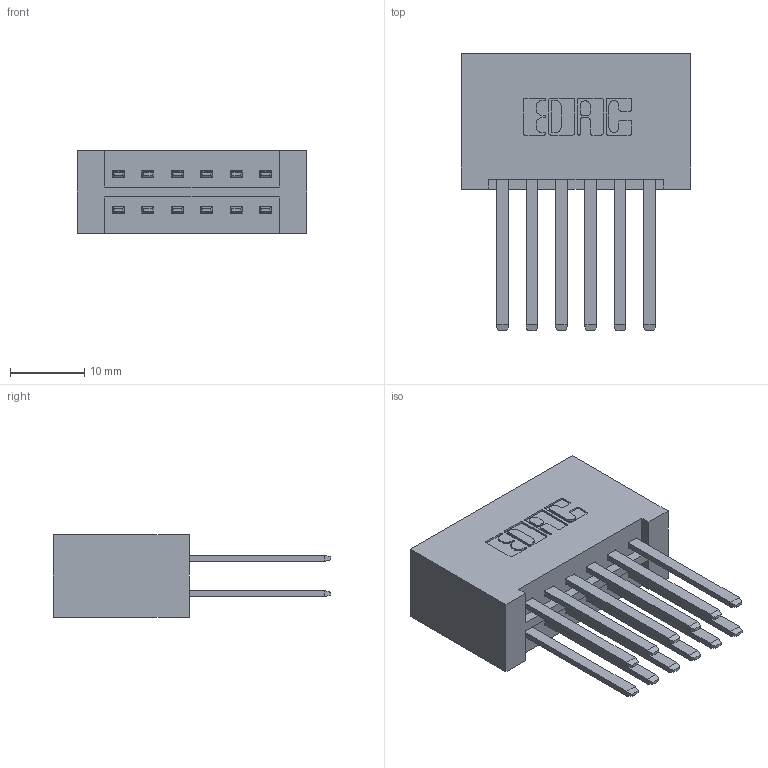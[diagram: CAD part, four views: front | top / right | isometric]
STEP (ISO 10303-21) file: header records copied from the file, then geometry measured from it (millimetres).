
FILE_DESCRIPTION (( 'STEP AP203' ), '1' );
FILE_NAME ('336-012-541-801.STEP', '2020-08-07T19:42:35', ( '' ), ( '' ), 'SwSTEP 2.0', 'SolidWorks 2020', '' );
FILE_SCHEMA (( 'CONFIG_CONTROL_DESIGN' ));
Length unit declared in the file: inch
Products named in the file (3): 336 Part_Lugless; 336-012-541-801; 336-290-001_336-290-541
Assembly tree (13 placements, depth 2):
  336-012-541-801
    336 Part_Lugless
    336-290-001_336-290-541  x12
Bounding box: 30.89 x 37.34 x 11.1 mm (x, y, z)
Volume: 5238.9 mm3; surface area: 6086.3 mm2
Topology: 13 solids, 13 shells, 610 faces, 1811 edges, 1198 vertices
Faces by surface type: plane 378, cylinder 232
Entity records: 8750 total; most frequent: CARTESIAN_POINT 1585, ORIENTED_EDGE 1422, DIRECTION 1311, EDGE_CURVE 711, VECTOR 587, LINE 587, VERTEX_POINT 472, AXIS2_PLACEMENT_3D 362
